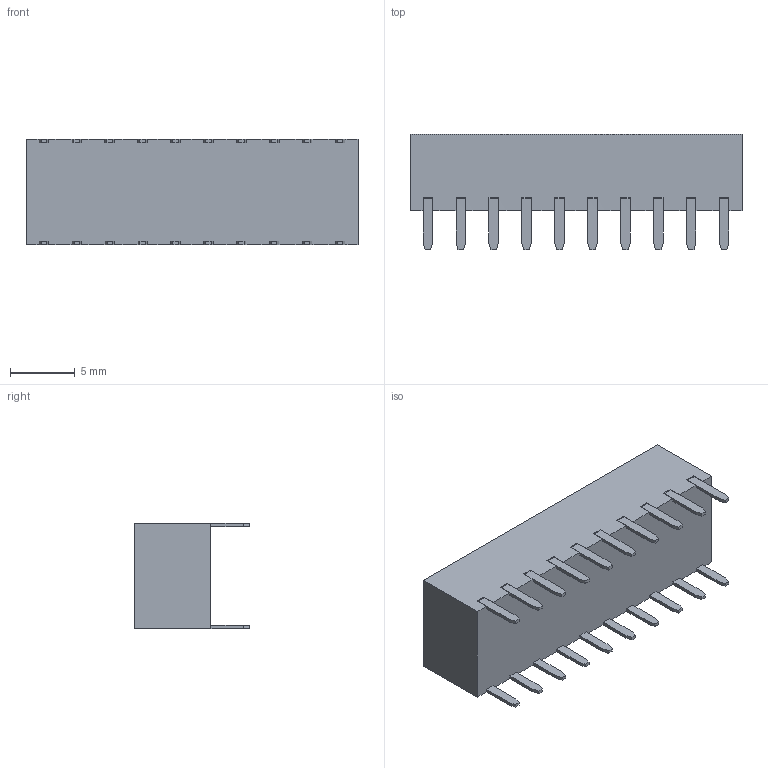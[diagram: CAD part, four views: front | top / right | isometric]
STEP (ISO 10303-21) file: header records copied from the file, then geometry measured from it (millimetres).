
FILE_DESCRIPTION( ('This file contains a STEP AP42 implementation' ,'as created by ZW3D STEP Interface translator.') ,'2;1' );
FILE_NAME( '2159-2XXRXXCUNX1.stp' ,'23 5 5. 95351', (''), ('ZWCAD Software Co.'), 'Version 1.0', 'ZW3D to STEP translator', '' );
FILE_SCHEMA(('AUTOMOTIVE_DESIGN { 1 0 10303 214 1 1 1 1 }'));
Length unit declared in the file: millimetre
Products named in the file (2): 0; 2159-220RXXCUNX1
Bounding box: 25.6 x 8.9 x 8.12 mm (x, y, z)
Volume: 1233.9 mm3; surface area: 924.4 mm2
Topology: 1 solids, 1 shells, 181 faces, 547 edges, 368 vertices
Faces by surface type: plane 161, cylinder 20
Entity records: 7400 total; most frequent: CARTESIAN_POINT 3032, ORIENTED_EDGE 1094, EDGE_CURVE 547, DIRECTION 524, B_SPLINE_CURVE_WITH_KNOTS 387, VERTEX_POINT 368, AXIS2_PLACEMENT_3D 182, EDGE_LOOP 181
